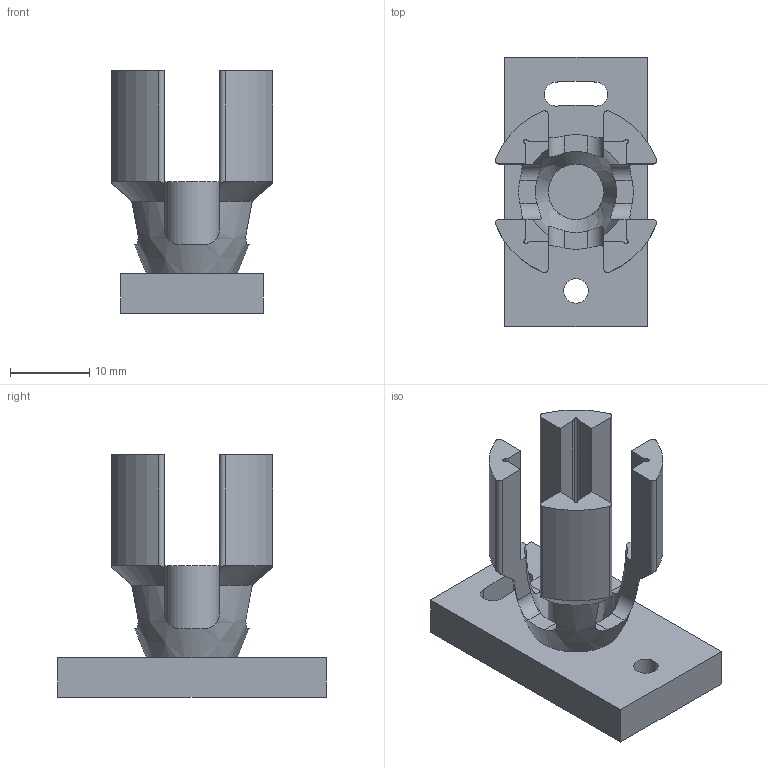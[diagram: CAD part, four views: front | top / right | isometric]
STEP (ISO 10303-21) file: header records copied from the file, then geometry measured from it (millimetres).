
FILE_DESCRIPTION(/* description */ (''),/* implementation_level */ '2;1');
FILE_NAME(/* name */ 'MicroRail-FlextureBase-CubeAttachment.stp',/* time_stamp */ '2023-06-07T18:49:11+02:00',/* author */ ('hello'),/* organization */ (''),/* preprocessor_version */ 'ST-DEVELOPER v19.2',/* originating_system */ 'Autodesk Inventor 2023',/* authorisation */ '');
FILE_SCHEMA (('AUTOMOTIVE_DESIGN { 1 0 10303 214 3 1 1 }'));
Length unit declared in the file: millimetre
Products named in the file (1): MicroRail-FlextureBase-CubeAttachment
Bounding box: 20.42 x 34 x 30.65 mm (x, y, z)
Volume: 5274.7 mm3; surface area: 4267.5 mm2
Topology: 1 solids, 1 shells, 79 faces, 227 edges, 151 vertices
Faces by surface type: cylinder 38, plane 35, cone 4, bspline 2
Full cylindrical faces by diameter (mm): 3.1 x1, 7 x1
Entity records: 2989 total; most frequent: CARTESIAN_POINT 910, ORIENTED_EDGE 454, DIRECTION 404, EDGE_CURVE 227, VERTEX_POINT 151, AXIS2_PLACEMENT_3D 149, LINE 106, VECTOR 106
